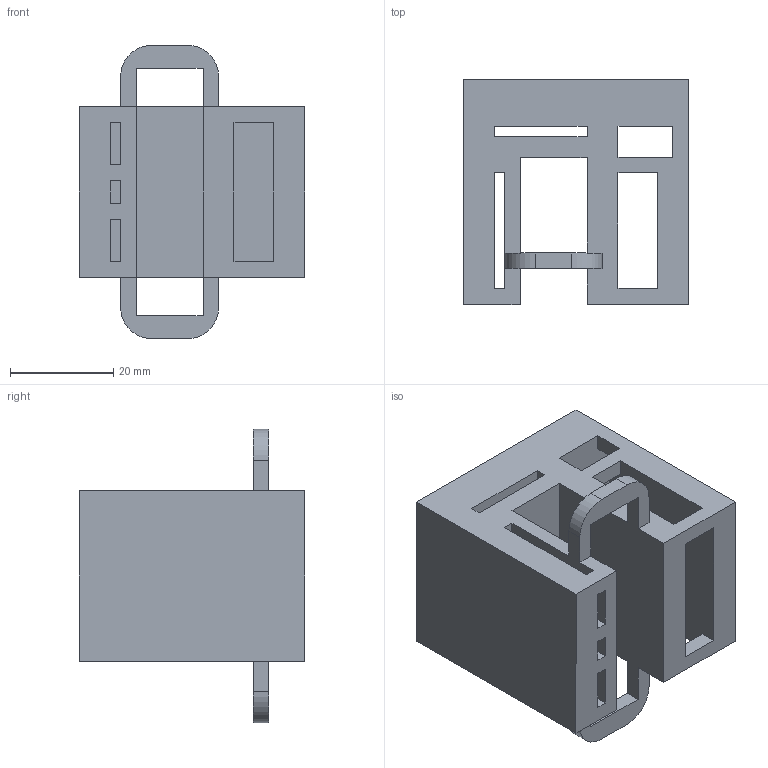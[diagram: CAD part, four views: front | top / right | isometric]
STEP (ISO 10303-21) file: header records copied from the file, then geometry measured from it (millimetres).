
FILE_DESCRIPTION (( 'STEP AP214' ), '1' );
FILE_NAME ('OmuzTutucuXYZ.STEP', '2020-11-25T13:35:39', ( '' ), ( '' ), 'SwSTEP 2.0', 'SolidWorks 2018', '' );
FILE_SCHEMA (( 'AUTOMOTIVE_DESIGN' ));
Length unit declared in the file: millimetre
Products named in the file (1): OmuzTutucuXYZ
Bounding box: 43.75 x 43.75 x 56.94 mm (x, y, z)
Volume: 34680.2 mm3; surface area: 16542.5 mm2
Topology: 1 solids, 1 shells, 70 faces, 240 edges, 160 vertices
Faces by surface type: plane 66, cylinder 4
Entity records: 2638 total; most frequent: ORIENTED_EDGE 480, CARTESIAN_POINT 471, DIRECTION 390, EDGE_CURVE 240, LINE 232, VECTOR 232, VERTEX_POINT 160, EDGE_LOOP 84
